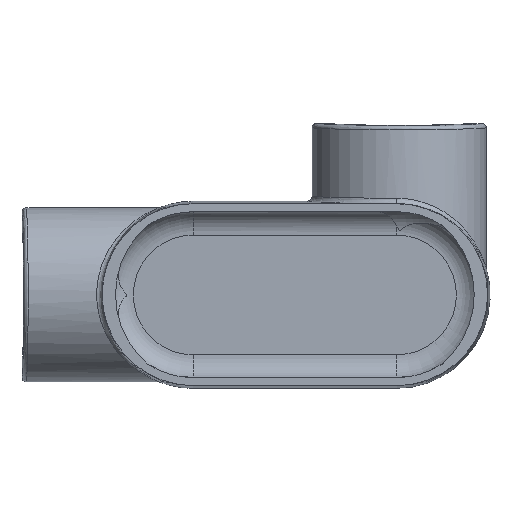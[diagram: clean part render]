
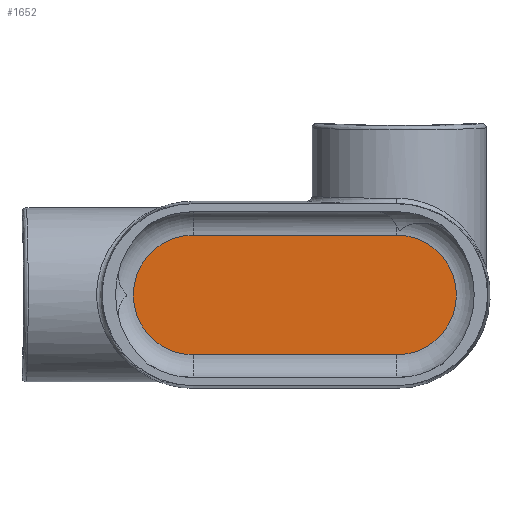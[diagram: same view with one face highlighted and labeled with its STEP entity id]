
A CAD part, top view. The second image highlights one B-rep face of the part: STEP entity #1652.
In plain terms, the highlighted planar face has unit normal (0, 0, 1).
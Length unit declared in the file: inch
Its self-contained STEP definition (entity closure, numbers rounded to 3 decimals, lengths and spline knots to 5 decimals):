
#34=PLANE('',#1832);
#96=LINE('',#5961,#175);
#117=LINE('',#6295,#196);
#175=VECTOR('',#2067,4.75);
#196=VECTOR('',#2184,4.75);
#355=FACE_OUTER_BOUND('',#455,.T.);
#455=EDGE_LOOP('',(#1297,#1298,#1299,#1300));
#591=CIRCLE('',#1785,1.39766);
#605=CIRCLE('',#1822,1.39766);
#717=VERTEX_POINT('',#5958);
#718=VERTEX_POINT('',#5960);
#719=VERTEX_POINT('',#5964);
#755=VERTEX_POINT('',#6226);
#903=EDGE_CURVE('',#717,#718,#96,.T.);
#905=EDGE_CURVE('',#718,#719,#591,.F.);
#951=EDGE_CURVE('',#755,#717,#605,.F.);
#963=EDGE_CURVE('',#719,#755,#117,.T.);
#1297=ORIENTED_EDGE('',*,*,#905,.F.);
#1298=ORIENTED_EDGE('',*,*,#903,.F.);
#1299=ORIENTED_EDGE('',*,*,#951,.F.);
#1300=ORIENTED_EDGE('',*,*,#963,.F.);
#1652=ADVANCED_FACE('',(#355),#34,.T.);
#1785=AXIS2_PLACEMENT_3D('',#5965,#2072,#2073);
#1822=AXIS2_PLACEMENT_3D('',#6228,#2163,#2164);
#1832=AXIS2_PLACEMENT_3D('',#6299,#2189,#2190);
#2067=DIRECTION('',(1.,0.,0.));
#2072=DIRECTION('center_axis',(0.,0.,1.));
#2073=DIRECTION('ref_axis',(1.,0.,0.));
#2163=DIRECTION('center_axis',(0.,0.,1.));
#2164=DIRECTION('ref_axis',(1.,0.,0.));
#2184=DIRECTION('',(-1.,0.,0.));
#2189=DIRECTION('center_axis',(0.,0.,1.));
#2190=DIRECTION('ref_axis',(1.,0.,0.));
#5958=CARTESIAN_POINT('',(-2.375,1.39766,-1.9375));
#5960=CARTESIAN_POINT('',(2.375,1.39766,-1.9375));
#5961=CARTESIAN_POINT('',(-2.375,1.39766,-1.9375));
#5964=CARTESIAN_POINT('',(2.375,-1.39766,-1.9375));
#5965=CARTESIAN_POINT('Origin',(2.375,0.,-1.9375));
#6226=CARTESIAN_POINT('',(-2.375,-1.39766,-1.9375));
#6228=CARTESIAN_POINT('Origin',(-2.375,0.,-1.9375));
#6295=CARTESIAN_POINT('',(2.375,-1.39766,-1.9375));
#6299=CARTESIAN_POINT('Origin',(2.375,0.,-1.9375));
